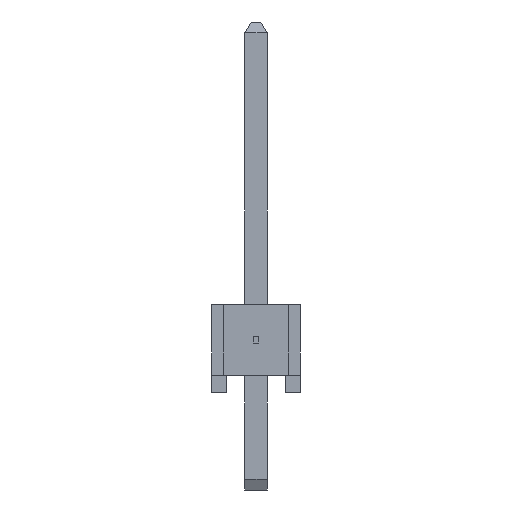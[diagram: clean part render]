
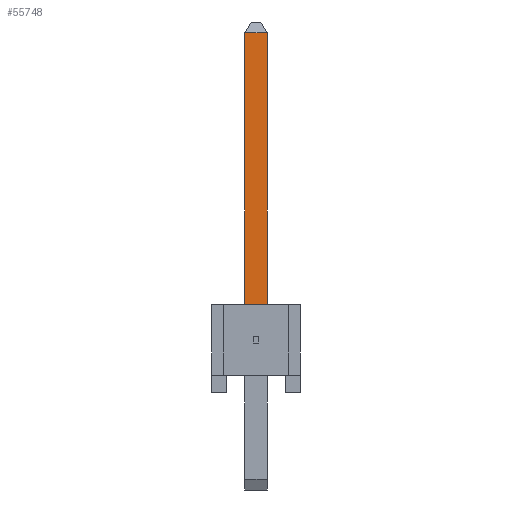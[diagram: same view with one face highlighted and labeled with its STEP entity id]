
A CAD part, left-side view. The second image highlights one B-rep face of the part: STEP entity #55748.
In plain terms, the highlighted planar face has unit normal (-1, 0, 0).
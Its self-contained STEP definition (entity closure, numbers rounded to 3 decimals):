
#55748 = ADVANCED_FACE('',(#55749),#55783,.F.);
#55749 = FACE_BOUND('',#55750,.T.);
#55750 = EDGE_LOOP('',(#55751,#55761,#55769,#55777));
#55751 = ORIENTED_EDGE('',*,*,#55752,.T.);
#55752 = EDGE_CURVE('',#55753,#55755,#55757,.T.);
#55753 = VERTEX_POINT('',#55754);
#55754 = CARTESIAN_POINT('',(-56.198,13.157,0.318));
#55755 = VERTEX_POINT('',#55756);
#55756 = CARTESIAN_POINT('',(-56.198,13.157,-0.318));
#55757 = LINE('',#55758,#55759);
#55758 = CARTESIAN_POINT('',(-56.198,13.157,2.54));
#55759 = VECTOR('',#55760,1.);
#55760 = DIRECTION('',(0.,0.,-1.));
#55761 = ORIENTED_EDGE('',*,*,#55762,.T.);
#55762 = EDGE_CURVE('',#55755,#55763,#55765,.T.);
#55763 = VERTEX_POINT('',#55764);
#55764 = CARTESIAN_POINT('',(-56.198,4.191,-0.318));
#55765 = LINE('',#55766,#55767);
#55766 = CARTESIAN_POINT('',(-56.198,13.462,-0.318));
#55767 = VECTOR('',#55768,1.);
#55768 = DIRECTION('',(0.,-1.,0.));
#55769 = ORIENTED_EDGE('',*,*,#55770,.F.);
#55770 = EDGE_CURVE('',#55771,#55763,#55773,.T.);
#55771 = VERTEX_POINT('',#55772);
#55772 = CARTESIAN_POINT('',(-56.198,4.191,0.318));
#55773 = LINE('',#55774,#55775);
#55774 = CARTESIAN_POINT('',(-56.198,4.191,0.318));
#55775 = VECTOR('',#55776,1.);
#55776 = DIRECTION('',(0.,0.,-1.));
#55777 = ORIENTED_EDGE('',*,*,#55778,.F.);
#55778 = EDGE_CURVE('',#55753,#55771,#55779,.T.);
#55779 = LINE('',#55780,#55781);
#55780 = CARTESIAN_POINT('',(-56.198,13.462,0.318));
#55781 = VECTOR('',#55782,1.);
#55782 = DIRECTION('',(0.,-1.,0.));
#55783 = PLANE('',#55784);
#55784 = AXIS2_PLACEMENT_3D('',#55785,#55786,#55787);
#55785 = CARTESIAN_POINT('',(-56.198,13.462,0.318));
#55786 = DIRECTION('',(1.,0.,0.));
#55787 = DIRECTION('',(0.,0.,-1.));
